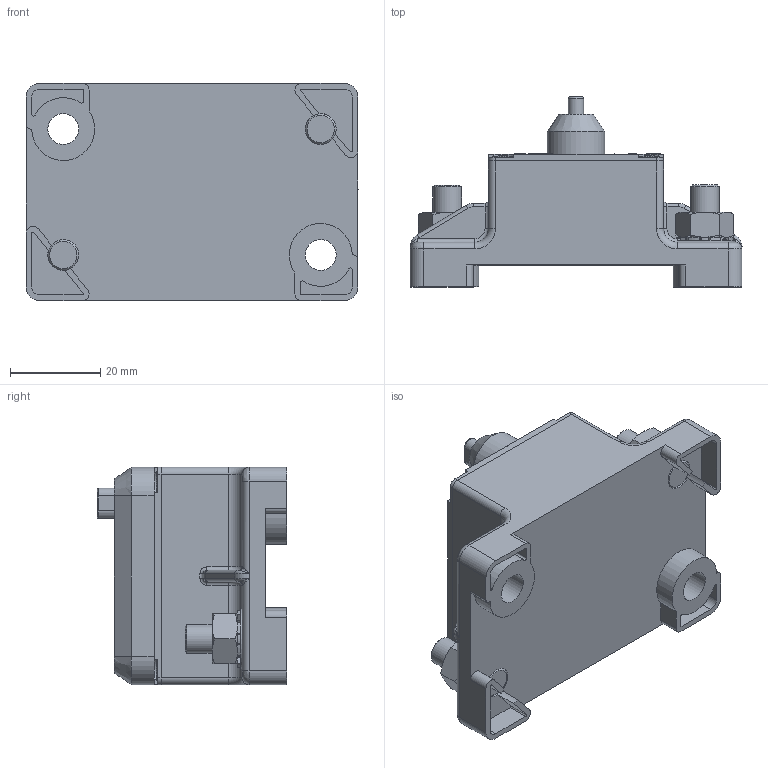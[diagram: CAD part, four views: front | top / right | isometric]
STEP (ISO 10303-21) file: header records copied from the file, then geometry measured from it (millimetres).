
FILE_DESCRIPTION(/* description */ ('STEP AP214'),/* implementation_level */ '2;1');
FILE_NAME(/* name */ 'am-0282+120a+Circuit+Breaker.stp',/* time_stamp */ '2018-12-31T06:23:00-05:00',/* author */ ('TODD D MILLER'),/* organization */ (''),/* preprocessor_version */ 'ST-DEVELOPER v16.13',/* originating_system */ 'Autodesk Inventor 2018',/* authorisation */ '');
FILE_SCHEMA (('AUTOMOTIVE_DESIGN { 1 0 10303 214 3 1 1 }'));
Length unit declared in the file: inch
Products named in the file (1): am-0282+120a+Circuit+Breaker
Bounding box: 73.69 x 42.15 x 48.26 mm (x, y, z)
Surface area: 16298.8 mm2 (no closed solid volume)
Topology: 0 solids, 16 shells, 501 faces, 1456 edges, 1011 vertices
Faces by surface type: plane 268, cylinder 121, bspline 66, torus 22, cone 20, sphere 4
Full cylindrical faces by diameter (mm): 4.425 x4, 6.35 x2, 6.858 x4
Entity records: 20590 total; most frequent: CARTESIAN_POINT 7620, ORIENTED_EDGE 2681, DIRECTION 2218, EDGE_CURVE 1434, VERTEX_POINT 1007, AXIS2_PLACEMENT_3D 759, LINE 700, VECTOR 700
